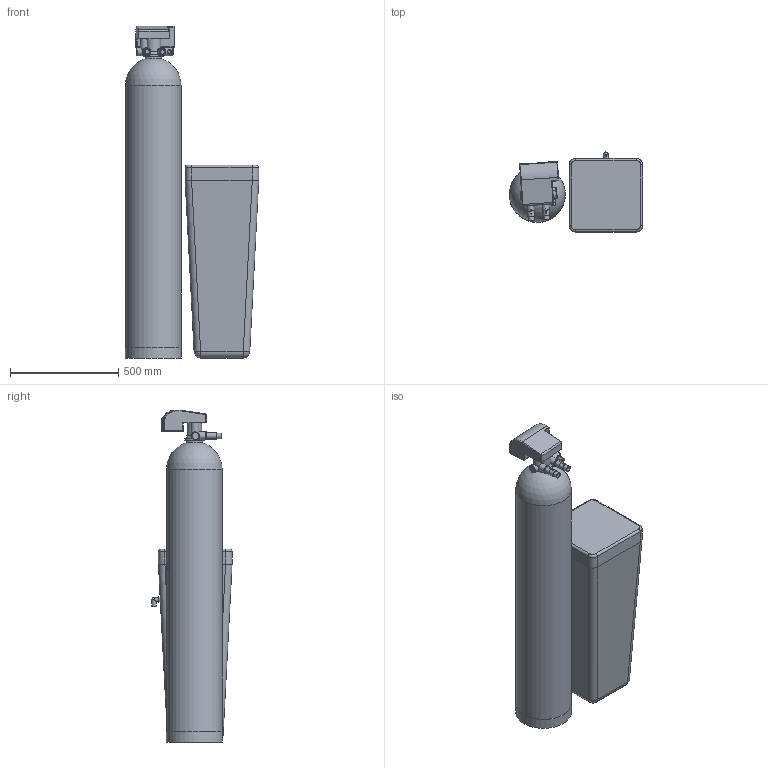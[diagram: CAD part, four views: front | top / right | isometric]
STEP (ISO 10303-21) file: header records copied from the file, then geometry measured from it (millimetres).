
FILE_DESCRIPTION(('STEP AP203'), '1');
FILE_NAME('栖闉罻 41', '2017-08-02T18:53:34', ('UNSPECIFIED'), ('UNSPECIFIED'), 'ASCON STEP Converter 1.3', 'ASCON Math Kernel', '');
FILE_SCHEMA(('CONFIG_CONTROL_DESIGN'));
Length unit declared in the file: millimetre
Assembly tree (2 placements, depth 2):
  (unnamed)
    (unnamed)
    (unnamed)
Bounding box: 616.44 x 370 x 1533.52 mm (x, y, z)
Volume: 152720391 mm3; surface area: 2536844.8 mm2
Topology: 2 solids, 2 shells, 632 faces, 1706 edges, 1111 vertices
Faces by surface type: cylinder 424, plane 170, torus 17, bspline 16, sphere 3, cone 2
Full cylindrical faces by diameter (mm): 16 x1, 20 x3, 22 x2, 25 x1, 26 x2, 30 x2, 36 x3, 38 x2, 76 x1, 90 x1, 257 x1, 259 x1
Entity records: 32619 total; most frequent: CARTESIAN_POINT 12138, ORIENTED_EDGE 3346, DIRECTION 3018, EDGE_CURVE 1673, AXIS2_PLACEMENT_3D 1160, VERTEX_POINT 1111, EDGE_LOOP 698, LINE 698
